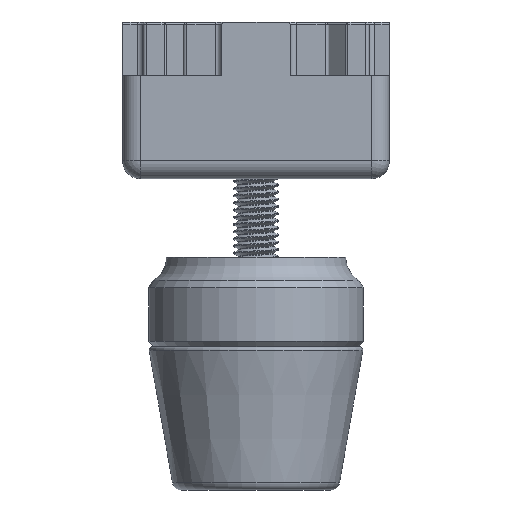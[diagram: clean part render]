
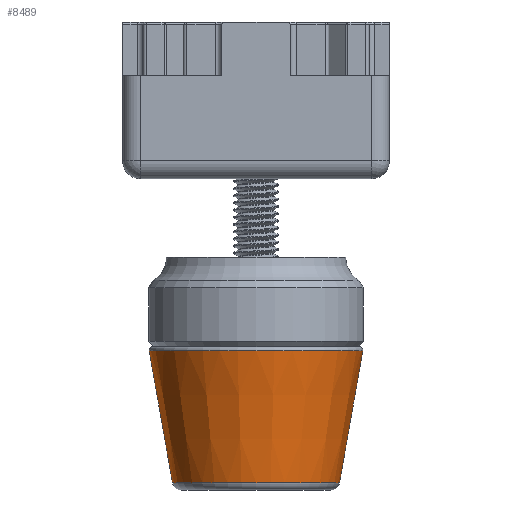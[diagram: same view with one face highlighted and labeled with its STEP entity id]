
A CAD part, front view. The second image highlights one B-rep face of the part: STEP entity #8489.
In plain terms, the highlighted conical face has half-angle 10 degrees and reference radius 10.589 mm.
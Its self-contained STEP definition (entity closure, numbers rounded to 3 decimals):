
#724=CONICAL_SURFACE('',#9432,10.589,0.175);
#1330=FACE_OUTER_BOUND('',#1827,.T.);
#1827=EDGE_LOOP('',(#7819,#7820,#7821,#7822));
#2222=LINE('',#28507,#2613);
#2613=VECTOR('',#11595,10.589);
#3054=CIRCLE('',#9427,9.324);
#3058=CIRCLE('',#9433,11.917);
#3900=VERTEX_POINT('',#28496);
#3903=VERTEX_POINT('',#28505);
#5205=EDGE_CURVE('',#3900,#3900,#3054,.T.);
#5209=EDGE_CURVE('',#3903,#3903,#3058,.T.);
#5210=EDGE_CURVE('',#3903,#3900,#2222,.T.);
#7819=ORIENTED_EDGE('',*,*,#5209,.F.);
#7820=ORIENTED_EDGE('',*,*,#5210,.T.);
#7821=ORIENTED_EDGE('',*,*,#5205,.F.);
#7822=ORIENTED_EDGE('',*,*,#5210,.F.);
#8489=ADVANCED_FACE('',(#1330),#724,.T.);
#9427=AXIS2_PLACEMENT_3D('',#28497,#11581,#11582);
#9432=AXIS2_PLACEMENT_3D('',#28504,#11591,#11592);
#9433=AXIS2_PLACEMENT_3D('',#28506,#11593,#11594);
#11581=DIRECTION('center_axis',(0.,0.,-1.));
#11582=DIRECTION('ref_axis',(-1.,0.,0.));
#11591=DIRECTION('center_axis',(0.,0.,1.));
#11592=DIRECTION('ref_axis',(1.,0.,0.));
#11593=DIRECTION('center_axis',(0.,0.,1.));
#11594=DIRECTION('ref_axis',(-1.,0.,0.));
#11595=DIRECTION('',(0.174,0.,-0.985));
#28496=CARTESIAN_POINT('',(-9.324,0.,-15.174));
#28497=CARTESIAN_POINT('Origin',(0.,0.,-15.174));
#28504=CARTESIAN_POINT('Origin',(0.,0.,-8.));
#28505=CARTESIAN_POINT('',(-11.917,0.,-0.469));
#28506=CARTESIAN_POINT('Origin',(0.,0.,-0.469));
#28507=CARTESIAN_POINT('',(-10.589,0.,-8.));
